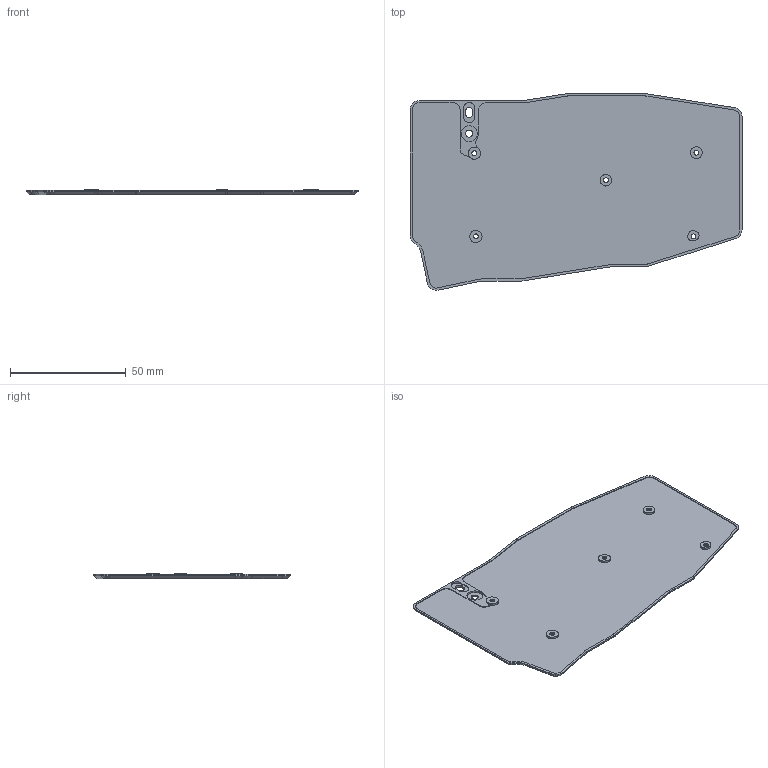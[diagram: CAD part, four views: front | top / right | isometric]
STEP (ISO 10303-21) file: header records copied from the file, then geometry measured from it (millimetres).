
FILE_DESCRIPTION(('HOOPS Exchange Step'),'2;1');
FILE_NAME('temp_export','2023-11-21T14:52:04+10:30',('mobile'),('Shapr3D Limited'),'HOOPS Exchange 2023.2','Shapr3D','Authorized');
FILE_SCHEMA( ('AUTOMOTIVE_DESIGN { 1 0 10303 214 1 1 1 1 }') );
Length unit declared in the file: millimetre
Products named in the file (1): root
Bounding box: 143.46 x 85.03 x 2.5 mm (x, y, z)
Volume: 17323.6 mm3; surface area: 21917.1 mm2
Topology: 1 solids, 1 shells, 162 faces, 410 edges, 266 vertices
Faces by surface type: plane 69, cylinder 65, cone 27, bspline 1
Full cylindrical faces by diameter (mm): 2.1 x5, 3.1 x1, 5 x7, 5.3 x2, 6.9 x1, 8.1 x4
Entity records: 4972 total; most frequent: DIRECTION 912, CARTESIAN_POINT 849, ORIENTED_EDGE 820, EDGE_CURVE 410, AXIS2_PLACEMENT_3D 341, VERTEX_POINT 266, VECTOR 230, LINE 230
